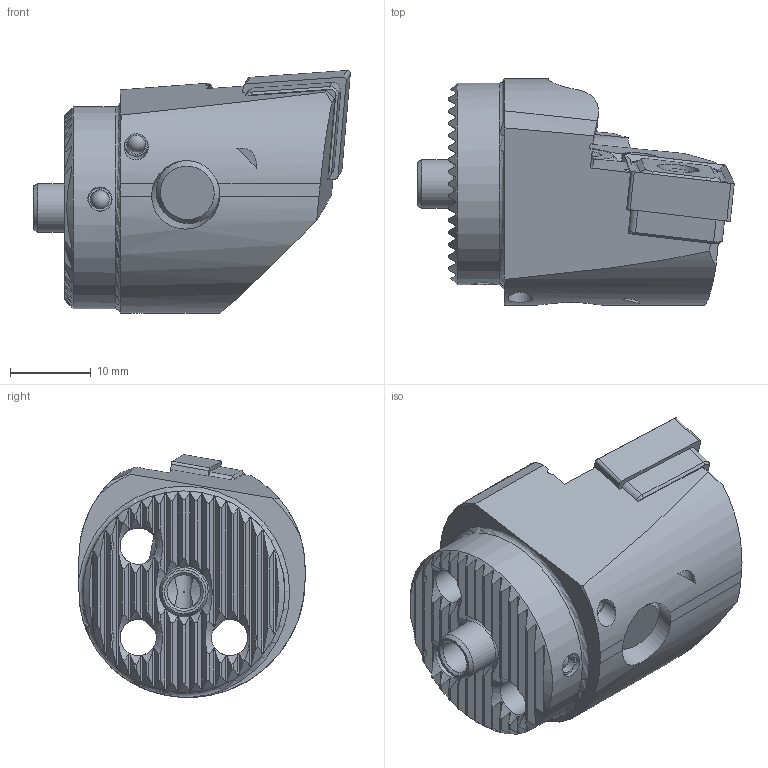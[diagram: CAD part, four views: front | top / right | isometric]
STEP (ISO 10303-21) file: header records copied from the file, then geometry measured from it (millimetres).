
FILE_DESCRIPTION (( 'STEP AP214' ), '1' );
FILE_NAME ('WK3.PCD.LLA.035.STEP', '2020-09-30T10:35:29', ( '' ), ( '' ), 'SwSTEP 2.0', 'SolidWorks 2017', '' );
FILE_SCHEMA (( 'AUTOMOTIVE_DESIGN' ));
Length unit declared in the file: millimetre
Products named in the file (9): WCD-ER3.101.000_A; CNMG120404; WK2-ER1.001.012_A_Fertigbearbeitung; WCD-ER2.101.003_A; KVT_MB_600_030; WK3-PCD.LLA.035_A; WCD-ER4.101.017_A; WKX-ER1.004.005_A_PreviewCfg; WK3.PCD.LLA.035
Assembly tree (11 placements, depth 2):
  WK3.PCD.LLA.035
    WK3-PCD.LLA.035_A
    WKX-ER1.004.005_A_PreviewCfg  x2
    WK2-ER1.001.012_A_Fertigbearbeitung
    KVT_MB_600_030  x3
    WCD-ER2.101.003_A
    CNMG120404
    WCD-ER3.101.000_A
    WCD-ER4.101.017_A
Bounding box: 39.21 x 28 x 30.09 mm (x, y, z)
Volume: 11660.6 mm3; surface area: 8999.8 mm2
Topology: 14 solids, 14 shells, 412 faces, 1089 edges, 689 vertices
Faces by surface type: plane 198, cylinder 102, cone 87, bspline 13, torus 9, sphere 3
Full cylindrical faces by diameter (mm): 1.7 x2, 2.381 x3, 2.5 x4, 3 x9, 3.3 x2, 3.55 x1, 4 x2, 4.2 x4, 4.5 x3, 5.16 x1, 6 x2, 6.4 x2, 7 x1, 7.5 x3, 7.9 x2, 8 x1, 8.4 x1, 12 x1, 25 x1
Entity records: 13059 total; most frequent: CARTESIAN_POINT 4487, ORIENTED_EDGE 1750, DIRECTION 1500, EDGE_CURVE 875, VERTEX_POINT 604, AXIS2_PLACEMENT_3D 584, EDGE_LOOP 469, FACE_OUTER_BOUND 406
